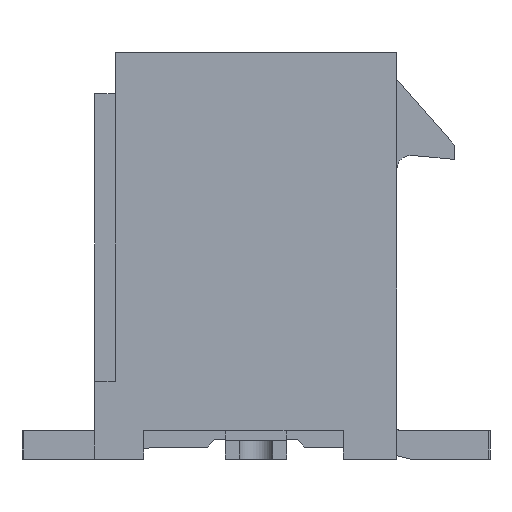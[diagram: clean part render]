
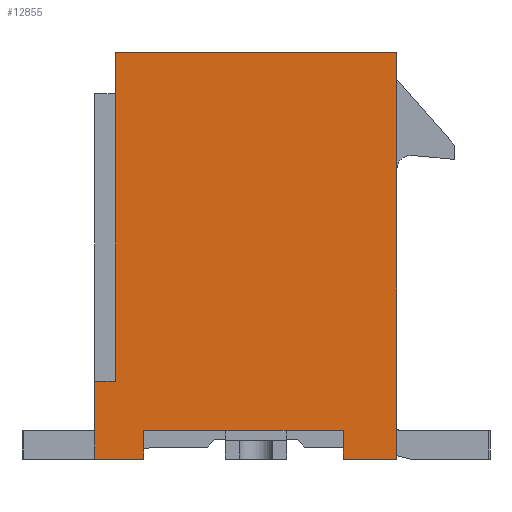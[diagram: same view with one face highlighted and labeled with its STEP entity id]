
A CAD part, left-side view. The second image highlights one B-rep face of the part: STEP entity #12855.
In plain terms, the highlighted face is planar.
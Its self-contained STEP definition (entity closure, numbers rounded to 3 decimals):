
#2622=ORIENTED_EDGE('',*,*,#4555,.F.);
#2623=ORIENTED_EDGE('',*,*,#4700,.F.);
#2624=ORIENTED_EDGE('',*,*,#4701,.F.);
#2625=ORIENTED_EDGE('',*,*,#4702,.F.);
#2626=ORIENTED_EDGE('',*,*,#4687,.F.);
#2627=ORIENTED_EDGE('',*,*,#4703,.T.);
#2628=ORIENTED_EDGE('',*,*,#4704,.T.);
#2629=ORIENTED_EDGE('',*,*,#4675,.T.);
#2630=ORIENTED_EDGE('',*,*,#4698,.T.);
#2631=ORIENTED_EDGE('',*,*,#4705,.F.);
#4555=EDGE_CURVE('',#5669,#5666,#7073,.T.);
#4675=EDGE_CURVE('',#5763,#5762,#7191,.T.);
#4687=EDGE_CURVE('',#5768,#5769,#7203,.T.);
#4698=EDGE_CURVE('',#5762,#5776,#7214,.T.);
#4700=EDGE_CURVE('',#5777,#5669,#7216,.T.);
#4701=EDGE_CURVE('',#5778,#5777,#7217,.T.);
#4702=EDGE_CURVE('',#5769,#5778,#7218,.T.);
#4703=EDGE_CURVE('',#5768,#5779,#7219,.T.);
#4704=EDGE_CURVE('',#5779,#5763,#7220,.T.);
#4705=EDGE_CURVE('',#5666,#5776,#7221,.T.);
#5666=VERTEX_POINT('',#19030);
#5669=VERTEX_POINT('',#19037);
#5762=VERTEX_POINT('',#19288);
#5763=VERTEX_POINT('',#19290);
#5768=VERTEX_POINT('',#19310);
#5769=VERTEX_POINT('',#19312);
#5776=VERTEX_POINT('',#19333);
#5777=VERTEX_POINT('',#19337);
#5778=VERTEX_POINT('',#19339);
#5779=VERTEX_POINT('',#19342);
#7073=LINE('',#19038,#8577);
#7191=LINE('',#19289,#8695);
#7203=LINE('',#19311,#8707);
#7214=LINE('',#19332,#8718);
#7216=LINE('',#19336,#8720);
#7217=LINE('',#19338,#8721);
#7218=LINE('',#19340,#8722);
#7219=LINE('',#19341,#8723);
#7220=LINE('',#19343,#8724);
#7221=LINE('',#19344,#8725);
#8577=VECTOR('',#15903,1000.);
#8695=VECTOR('',#16101,1000.);
#8707=VECTOR('',#16121,1000.);
#8718=VECTOR('',#16138,1000.);
#8720=VECTOR('',#16142,1000.);
#8721=VECTOR('',#16143,1000.);
#8722=VECTOR('',#16144,1000.);
#8723=VECTOR('',#16145,1000.);
#8724=VECTOR('',#16146,1000.);
#8725=VECTOR('',#16147,1000.);
#9314=EDGE_LOOP('',(#2622,#2623,#2624,#2625,#2626,#2627,#2628,#2629,#2630,
#2631));
#9924=FACE_BOUND('',#9314,.T.);
#10506=PLANE('',#13515);
#12855=ADVANCED_FACE('',(#9924),#10506,.T.);
#13515=AXIS2_PLACEMENT_3D('',#19335,#16140,#16141);
#15903=DIRECTION('',(0.,0.,-1.));
#16101=DIRECTION('',(1.,0.,0.));
#16121=DIRECTION('',(0.,0.,-1.));
#16138=DIRECTION('',(0.,0.,-1.));
#16140=DIRECTION('',(0.,1.,0.));
#16141=DIRECTION('',(1.,0.,0.));
#16142=DIRECTION('',(1.,0.,0.));
#16143=DIRECTION('',(0.,0.,1.));
#16144=DIRECTION('',(1.,0.,0.));
#16145=DIRECTION('',(1.,0.,0.));
#16146=DIRECTION('',(0.,0.,-1.));
#16147=DIRECTION('',(1.,0.,0.));
#19030=CARTESIAN_POINT('',(-0.7,18.7,0.));
#19037=CARTESIAN_POINT('',(-0.7,18.7,0.7));
#19038=CARTESIAN_POINT('',(-0.7,18.7,9.9));
#19288=CARTESIAN_POINT('',(0.5,18.7,1.9));
#19289=CARTESIAN_POINT('',(0.,18.7,1.9));
#19290=CARTESIAN_POINT('',(0.,18.7,1.9));
#19310=CARTESIAN_POINT('',(-6.86,18.7,9.9));
#19311=CARTESIAN_POINT('',(-6.86,18.7,9.9));
#19312=CARTESIAN_POINT('',(-6.86,18.7,0.));
#19332=CARTESIAN_POINT('',(0.5,18.7,9.9));
#19333=CARTESIAN_POINT('',(0.5,18.7,0.));
#19335=CARTESIAN_POINT('',(-6.86,18.7,9.9));
#19336=CARTESIAN_POINT('',(-6.86,18.7,0.7));
#19337=CARTESIAN_POINT('',(-5.55,18.7,0.7));
#19338=CARTESIAN_POINT('',(-5.55,18.7,9.9));
#19339=CARTESIAN_POINT('',(-5.55,18.7,0.));
#19340=CARTESIAN_POINT('',(-6.86,18.7,0.));
#19341=CARTESIAN_POINT('',(-6.86,18.7,9.9));
#19342=CARTESIAN_POINT('',(0.,18.7,9.9));
#19343=CARTESIAN_POINT('',(0.,18.7,1.9));
#19344=CARTESIAN_POINT('',(-6.86,18.7,0.));
